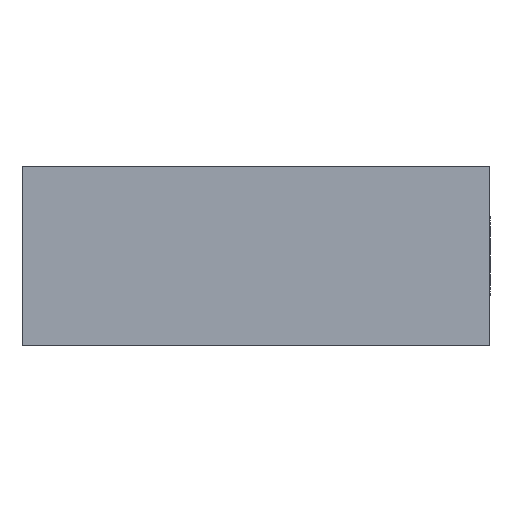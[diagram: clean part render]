
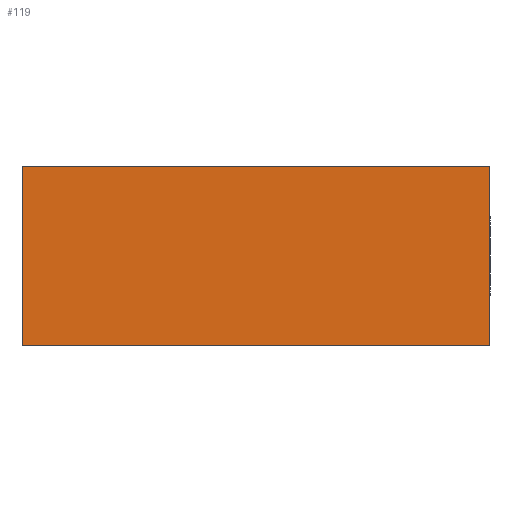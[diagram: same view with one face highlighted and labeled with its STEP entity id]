
A CAD part, left-side view. The second image highlights one B-rep face of the part: STEP entity #119.
In plain terms, the highlighted planar face has unit normal (-1, 0, 0).
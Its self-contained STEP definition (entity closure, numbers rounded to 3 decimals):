
#119=ADVANCED_FACE('',(#148),#141,.T.);
#141=PLANE('',#347);
#148=FACE_OUTER_BOUND('',#157,.T.);
#157=EDGE_LOOP('',(#210,#211,#212,#213));
#210=ORIENTED_EDGE('',*,*,#298,.F.);
#211=ORIENTED_EDGE('',*,*,#297,.F.);
#212=ORIENTED_EDGE('',*,*,#299,.T.);
#213=ORIENTED_EDGE('',*,*,#286,.T.);
#257=VERTEX_POINT('',#480);
#259=VERTEX_POINT('',#483);
#266=VERTEX_POINT('',#501);
#267=VERTEX_POINT('',#503);
#286=EDGE_CURVE('',#259,#257,#317,.T.);
#297=EDGE_CURVE('',#267,#266,#325,.T.);
#298=EDGE_CURVE('',#266,#257,#326,.T.);
#299=EDGE_CURVE('',#267,#259,#327,.T.);
#317=LINE('',#482,#329);
#325=LINE('',#504,#337);
#326=LINE('',#506,#338);
#327=LINE('',#507,#339);
#329=VECTOR('',#385,1.);
#337=VECTOR('',#403,1.);
#338=VECTOR('',#406,1.);
#339=VECTOR('',#407,1.);
#347=AXIS2_PLACEMENT_3D('',#508,#408,#409);
#385=DIRECTION('',(0.,0.,-1.));
#403=DIRECTION('',(0.,0.,-1.));
#406=DIRECTION('',(0.,1.,0.));
#407=DIRECTION('',(0.,1.,0.));
#408=DIRECTION('',(-1.,0.,0.));
#409=DIRECTION('',(0.,-1.,0.));
#480=CARTESIAN_POINT('',(0.,26.,-10.));
#482=CARTESIAN_POINT('',(0.,26.,0.));
#483=CARTESIAN_POINT('',(0.,26.,0.));
#501=CARTESIAN_POINT('',(0.,0.,-10.));
#503=CARTESIAN_POINT('',(0.,0.,0.));
#504=CARTESIAN_POINT('',(0.,0.,0.));
#506=CARTESIAN_POINT('',(0.,0.,-10.));
#507=CARTESIAN_POINT('',(0.,0.,0.));
#508=CARTESIAN_POINT('',(0.,0.,0.));
